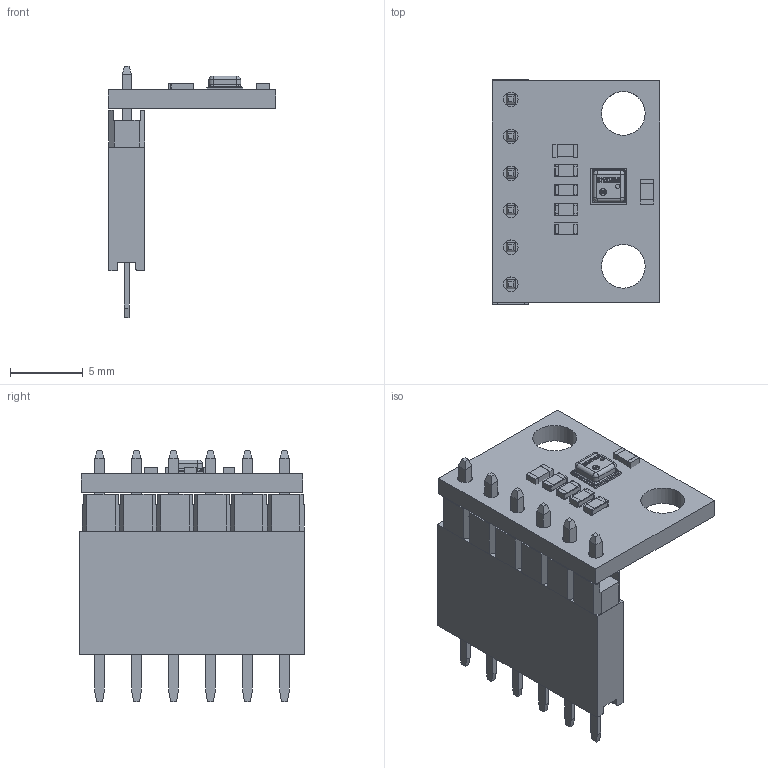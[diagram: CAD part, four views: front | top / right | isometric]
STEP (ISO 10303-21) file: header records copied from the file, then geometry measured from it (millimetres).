
FILE_DESCRIPTION(/* description */ ('STEP AP214'),/* implementation_level */ '2;1');
FILE_NAME(/* name */ 'Module BME280-editado.stp',/* time_stamp */ '2023-10-27T17:09:17-03:00',/* author */ ('rogerio.marcondeli'),/* organization */ (''),/* preprocessor_version */ 'ST-DEVELOPER v18.1',/* originating_system */ 'Autodesk Inventor 2022',/* authorisation */ '');
FILE_SCHEMA (('AUTOMOTIVE_DESIGN { 1 0 10303 214 3 1 1 }'));
Length unit declared in the file: millimetre
Products named in the file (8): Module BME280; Board; Free-Models; User_Library-CAP_SMD-1; User_Library-CR1608-0603; pin_header_aw140-eg-g06d; User_Library-Bosch_BME280; female_header_a-bl254-eg-g06d
Assembly tree (11 placements, depth 3):
  Module BME280
    Board
    Free-Models
      User_Library-CAP_SMD-1  x2
      User_Library-CR1608-0603  x4
      pin_header_aw140-eg-g06d
      User_Library-Bosch_BME280
    female_header_a-bl254-eg-g06d
Bounding box: 11.5 x 15.49 x 17.24 mm (x, y, z)
Volume: 451.2 mm3; surface area: 1651.6 mm2
Topology: 22 solids, 22 shells, 828 faces, 2217 edges, 1474 vertices
Faces by surface type: plane 704, bspline 63, cylinder 57, torus 4
Full cylindrical faces by diameter (mm): 0.297 x1, 0.457 x1, 0.514 x1, 1 x6, 3 x2
Entity records: 24355 total; most frequent: CARTESIAN_POINT 6199, ORIENTED_EDGE 3786, DIRECTION 3147, EDGE_CURVE 1893, LINE 1591, VECTOR 1591, VERTEX_POINT 1258, AXIS2_PLACEMENT_3D 778
